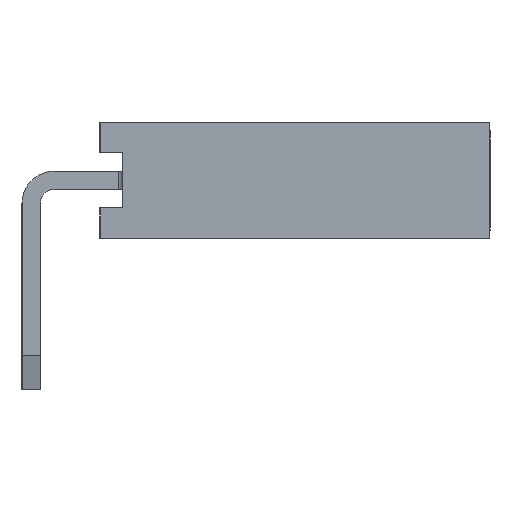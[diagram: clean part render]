
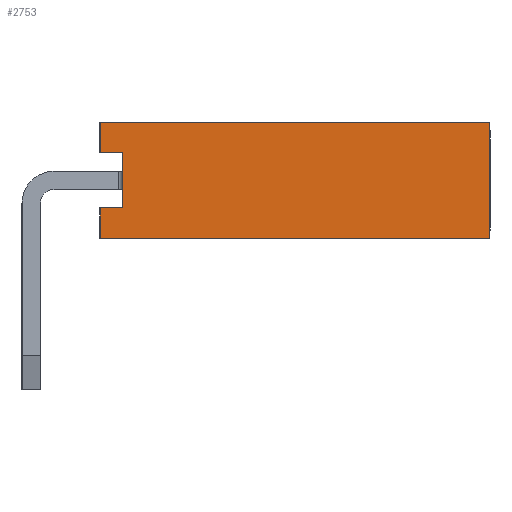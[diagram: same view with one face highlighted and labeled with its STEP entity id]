
A CAD part, left-side view. The second image highlights one B-rep face of the part: STEP entity #2753.
In plain terms, the highlighted planar face has unit normal (-1, 0, 0).
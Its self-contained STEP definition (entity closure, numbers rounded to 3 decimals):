
#2753=ADVANCED_FACE('',(#14819),#14821,.T.);
#14819=FACE_BOUND('',#14820,.T.);
#14820=EDGE_LOOP('',(#24525,#24526,#24527,#24528,#24529,#24530,#24531,#24532));
#14821=PLANE('',#14822);
#14822=AXIS2_PLACEMENT_3D('',#14823,#14824,#14825);
#14823=CARTESIAN_POINT('',(-1.27,-1.5,2.54));
#14824=DIRECTION('',(-1.,0.,0.));
#14825=DIRECTION('',(0.,0.,-1.));
#24525=ORIENTED_EDGE('',*,*,#31517,.T.);
#24526=ORIENTED_EDGE('',*,*,#31518,.T.);
#24527=ORIENTED_EDGE('',*,*,#31519,.T.);
#24528=ORIENTED_EDGE('',*,*,#31520,.F.);
#24529=ORIENTED_EDGE('',*,*,#31521,.F.);
#24530=ORIENTED_EDGE('',*,*,#31522,.T.);
#24531=ORIENTED_EDGE('',*,*,#31523,.T.);
#24532=ORIENTED_EDGE('',*,*,#31045,.T.);
#31045=EDGE_CURVE('',#35553,#35554,#35555,.T.);
#31517=EDGE_CURVE('',#35554,#36221,#36222,.F.);
#31518=EDGE_CURVE('',#36221,#36223,#36224,.T.);
#31519=EDGE_CURVE('',#36223,#36225,#36226,.T.);
#31520=EDGE_CURVE('',#36227,#36225,#36228,.T.);
#31521=EDGE_CURVE('',#36229,#36227,#36230,.T.);
#31522=EDGE_CURVE('',#36229,#36231,#36232,.T.);
#31523=EDGE_CURVE('',#36231,#35553,#36233,.F.);
#35553=VERTEX_POINT('',#43489);
#35554=VERTEX_POINT('',#43490);
#35555=LINE('',#43491,#43492);
#36221=VERTEX_POINT('',#45101);
#36222=LINE('',#45102,#45103);
#36223=VERTEX_POINT('',#45105);
#36224=LINE('',#45106,#45107);
#36225=VERTEX_POINT('',#45109);
#36226=LINE('',#45110,#45111);
#36227=VERTEX_POINT('',#45113);
#36228=LINE('',#45114,#45115);
#36229=VERTEX_POINT('',#45117);
#36230=LINE('',#45118,#45119);
#36231=VERTEX_POINT('',#45121);
#36232=LINE('',#45122,#45123);
#36233=LINE('',#45125,#45126);
#43489=CARTESIAN_POINT('',(-1.27,-2.,1.87));
#43490=CARTESIAN_POINT('',(-1.27,-2.,0.67));
#43491=CARTESIAN_POINT('',(-1.27,-2.,1.87));
#43492=VECTOR('',#43493,1.);
#43493=DIRECTION('',(0.,0.,-1.));
#45101=CARTESIAN_POINT('',(-1.27,-1.5,0.67));
#45102=CARTESIAN_POINT('',(-1.27,-1.5,0.67));
#45103=VECTOR('',#45104,1.);
#45104=DIRECTION('',(0.,-1.,0.));
#45105=CARTESIAN_POINT('',(-1.27,-1.5,0.));
#45106=CARTESIAN_POINT('',(-1.27,-1.5,0.67));
#45107=VECTOR('',#45108,1.);
#45108=DIRECTION('',(0.,0.,-1.));
#45109=CARTESIAN_POINT('',(-1.27,-10.,0.));
#45110=CARTESIAN_POINT('',(-1.27,-1.5,0.));
#45111=VECTOR('',#45112,1.);
#45112=DIRECTION('',(0.,-1.,0.));
#45113=CARTESIAN_POINT('',(-1.27,-10.,2.54));
#45114=CARTESIAN_POINT('',(-1.27,-10.,2.54));
#45115=VECTOR('',#45116,1.);
#45116=DIRECTION('',(0.,0.,-1.));
#45117=CARTESIAN_POINT('',(-1.27,-1.5,2.54));
#45118=CARTESIAN_POINT('',(-1.27,-1.5,2.54));
#45119=VECTOR('',#45120,1.);
#45120=DIRECTION('',(0.,-1.,0.));
#45121=CARTESIAN_POINT('',(-1.27,-1.5,1.87));
#45122=CARTESIAN_POINT('',(-1.27,-1.5,2.54));
#45123=VECTOR('',#45124,1.);
#45124=DIRECTION('',(0.,0.,-1.));
#45125=CARTESIAN_POINT('',(-1.27,-2.,1.87));
#45126=VECTOR('',#45127,1.);
#45127=DIRECTION('',(0.,1.,0.));
